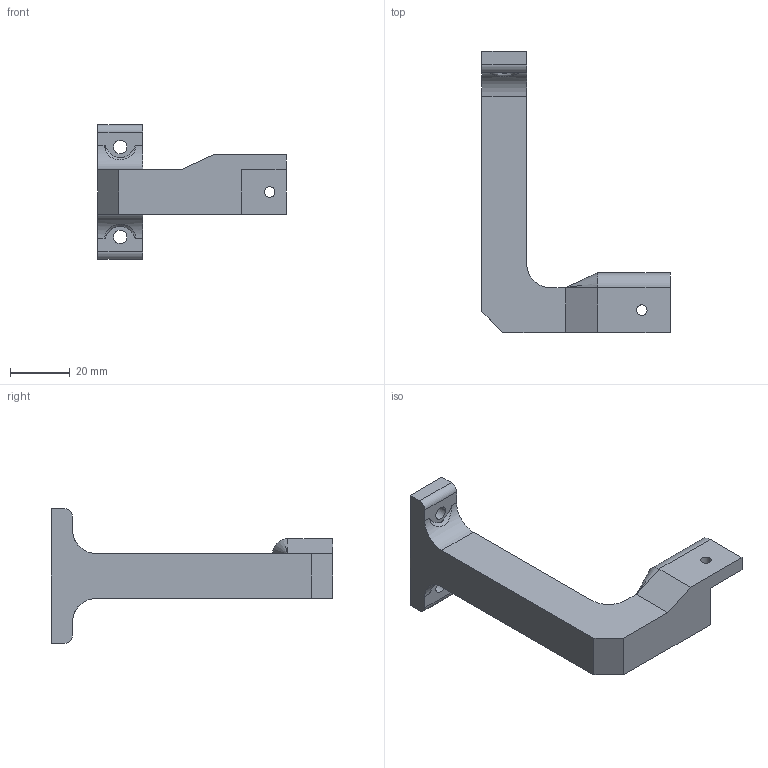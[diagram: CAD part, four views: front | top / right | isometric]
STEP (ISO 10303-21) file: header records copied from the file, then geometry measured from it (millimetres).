
FILE_DESCRIPTION (( 'STEP AP203' ), '1' );
FILE_NAME ('u1_Lholder_right_front.step', '2021-01-10T11:58:49', ( '' ), ( '' ), 'SwSTEP 2.0', 'SolidWorks 2020', '' );
FILE_SCHEMA (( 'CONFIG_CONTROL_DESIGN' ));
Length unit declared in the file: millimetre
Products named in the file (1): u1_Lholder_right_front
Bounding box: 63 x 94 x 45 mm (x, y, z)
Volume: 36592.1 mm3; surface area: 11020.7 mm2
Topology: 1 solids, 1 shells, 39 faces, 108 edges, 70 vertices
Faces by surface type: plane 20, cylinder 16, bspline 2, cone 1
Entity records: 1700 total; most frequent: CARTESIAN_POINT 609, ORIENTED_EDGE 214, DIRECTION 205, EDGE_CURVE 107, VERTEX_POINT 70, VECTOR 69, LINE 69, AXIS2_PLACEMENT_3D 68
